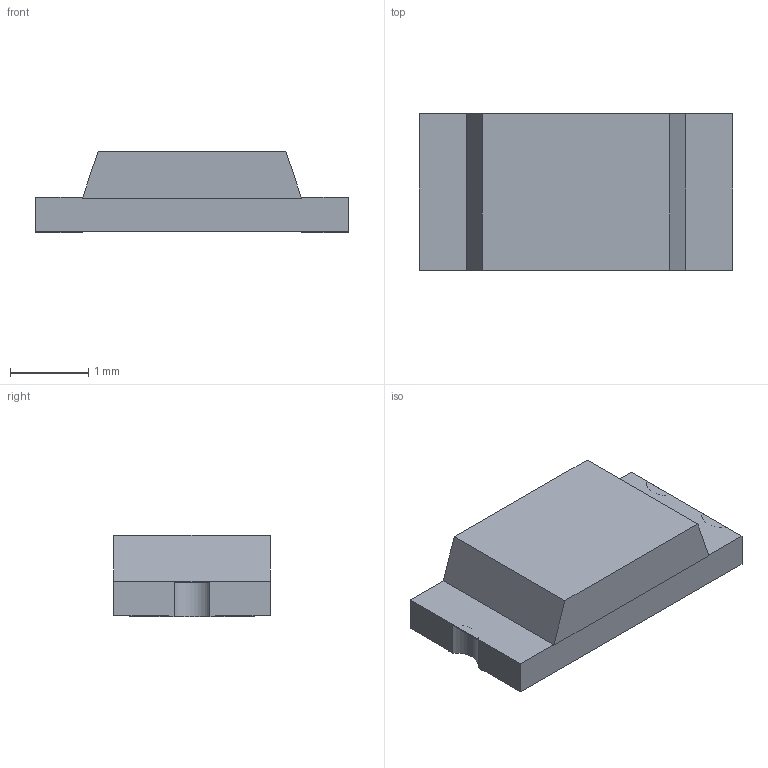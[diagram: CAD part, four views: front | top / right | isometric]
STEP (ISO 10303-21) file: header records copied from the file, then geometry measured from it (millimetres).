
FILE_DESCRIPTION(('FreeCAD Model'),'2;1');
FILE_NAME('User Library-temt 6001_sp.step', '2018-08-12T17:24:50',('kicad StepUp'),('ksu MCAD'), 'Open CASCADE STEP processor 6.8','FreeCAD','Unknown');
FILE_SCHEMA(('AUTOMOTIVE_DESIGN_CC2 { 1 2 10303 214 -1 1 5 4 }'));
Length unit declared in the file: millimetre
Products named in the file (2): ASSEMBLY; User_Library-temt_6001_sp
Assembly tree (1 placements, depth 2):
  ASSEMBLY
    User_Library-temt_6001_sp
Bounding box: 4 x 2 x 1.04 mm (x, y, z)
Volume: 6.5 mm3; surface area: 26.3 mm2
Topology: 1 solids, 1 shells, 32 faces, 86 edges, 56 vertices
Faces by surface type: plane 29, cylinder 3
Entity records: 1240 total; most frequent: CARTESIAN_POINT 176, ORIENTED_EDGE 172, DIRECTION 160, EDGE_CURVE 86, LINE 80, VECTOR 80, VERTEX_POINT 56, AXIS2_PLACEMENT_3D 40
